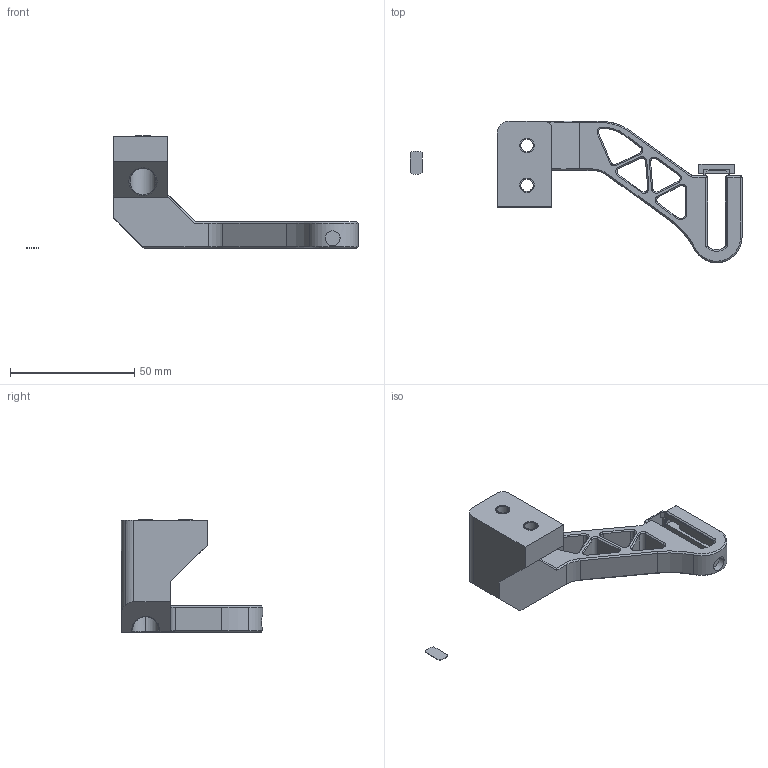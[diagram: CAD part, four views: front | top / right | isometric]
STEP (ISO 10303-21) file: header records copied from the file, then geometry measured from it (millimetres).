
FILE_DESCRIPTION(('STEP AP214'),'1');
FILE_NAME('VoronGantryMountRev2.stp','2022-03-20T22:48:04',(' '),(' '),'Spatial InterOp 3D',' ',' ');
FILE_SCHEMA(('automotive_design'));
Length unit declared in the file: inch
Products named in the file (3): 1; 2; 3
Bounding box: 133.71 x 56.87 x 45.5 mm (x, y, z)
Volume: 33704.3 mm3; surface area: 14768.4 mm2
Topology: 3 solids, 3 shells, 358 faces, 898 edges, 539 vertices
Faces by surface type: plane 159, cylinder 101, cone 88, sphere 4, bspline 4, torus 2
Entity records: 13979 total; most frequent: CARTESIAN_POINT 2470, DIRECTION 1847, ORIENTED_EDGE 1770, EDGE_CURVE 885, AXIS2_PLACEMENT_3D 654, VERTEX_POINT 539, LINE 539, VECTOR 539
